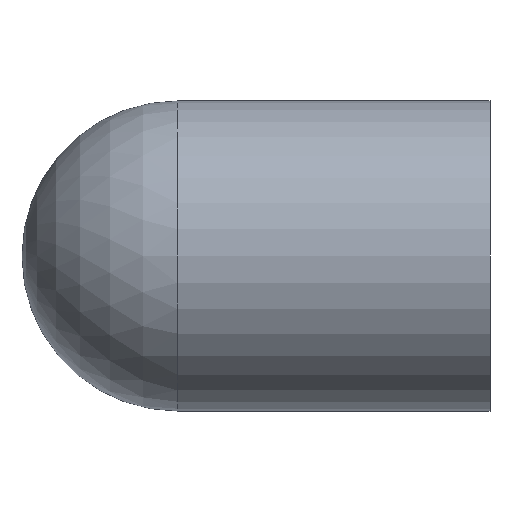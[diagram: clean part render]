
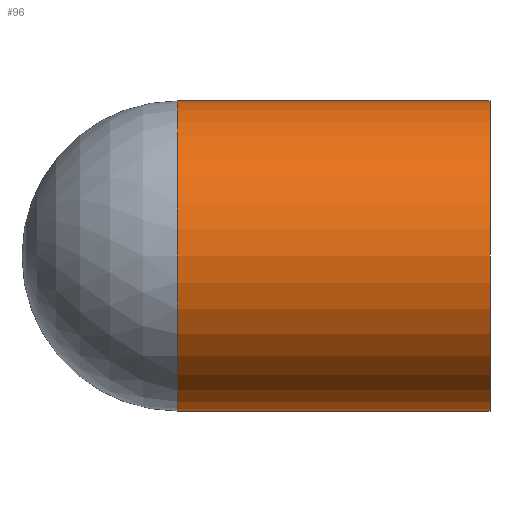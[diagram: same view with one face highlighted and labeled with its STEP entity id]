
A CAD part, front view. The second image highlights one B-rep face of the part: STEP entity #96.
In plain terms, the highlighted cylindrical face has radius 990.6 mm (diameter 1981.2 mm), a partial arc.
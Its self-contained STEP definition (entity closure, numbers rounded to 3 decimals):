
#96=ADVANCED_FACE('',(#112),#107,.T.);
#107=CYLINDRICAL_SURFACE('',#268,990.6);
#112=FACE_OUTER_BOUND('',#124,.T.);
#124=EDGE_LOOP('',(#162,#163,#164,#165));
#139=CIRCLE('',#266,990.6);
#140=CIRCLE('',#267,990.6);
#162=ORIENTED_EDGE('',*,*,#224,.F.);
#163=ORIENTED_EDGE('',*,*,#217,.F.);
#164=ORIENTED_EDGE('',*,*,#225,.T.);
#165=ORIENTED_EDGE('',*,*,#219,.F.);
#200=VERTEX_POINT('',#371);
#201=VERTEX_POINT('',#373);
#202=VERTEX_POINT('',#375);
#203=VERTEX_POINT('',#377);
#217=EDGE_CURVE('',#200,#201,#238,.T.);
#219=EDGE_CURVE('',#202,#203,#239,.T.);
#224=EDGE_CURVE('',#201,#202,#139,.T.);
#225=EDGE_CURVE('',#200,#203,#140,.T.);
#238=LINE('',#372,#250);
#239=LINE('',#376,#251);
#250=VECTOR('',#293,1.);
#251=VECTOR('',#296,1.);
#266=AXIS2_PLACEMENT_3D('',#385,#305,#306);
#267=AXIS2_PLACEMENT_3D('',#386,#307,#308);
#268=AXIS2_PLACEMENT_3D('',#387,#309,#310);
#293=DIRECTION('',(-1.,0.,0.));
#296=DIRECTION('',(1.,0.,0.));
#305=DIRECTION('',(-1.,0.,0.));
#306=DIRECTION('',(0.,0.,1.));
#307=DIRECTION('',(-1.,0.,0.));
#308=DIRECTION('',(0.,0.,1.));
#309=DIRECTION('',(-1.,0.,0.));
#310=DIRECTION('',(0.,0.,1.));
#371=CARTESIAN_POINT('',(2000.,0.,-990.6));
#372=CARTESIAN_POINT('',(2000.,0.,-990.6));
#373=CARTESIAN_POINT('',(0.,0.,-990.6));
#375=CARTESIAN_POINT('',(0.,0.,990.6));
#376=CARTESIAN_POINT('',(2000.,0.,990.6));
#377=CARTESIAN_POINT('',(2000.,0.,990.6));
#385=CARTESIAN_POINT('',(0.,0.,0.));
#386=CARTESIAN_POINT('',(2000.,0.,0.));
#387=CARTESIAN_POINT('',(-990.6,0.,0.));
